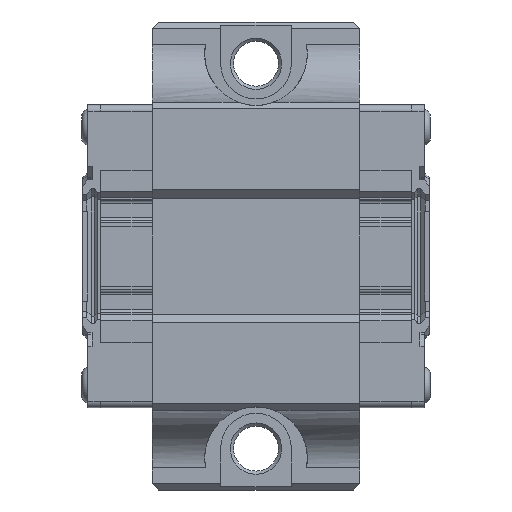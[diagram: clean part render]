
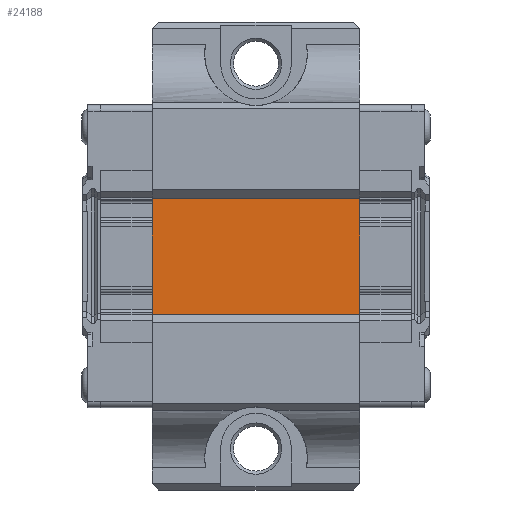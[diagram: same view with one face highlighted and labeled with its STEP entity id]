
A CAD part, front view. The second image highlights one B-rep face of the part: STEP entity #24188.
In plain terms, the highlighted planar face has unit normal (0, -1, 0).
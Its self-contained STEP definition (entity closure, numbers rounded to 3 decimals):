
#741=FACE_OUTER_BOUND('',#2095,.T.);
#2095=EDGE_LOOP('',(#15421,#15422,#15423,#15424));
#4278=LINE('',#34416,#6912);
#4378=LINE('',#34724,#7012);
#4393=LINE('',#34861,#7027);
#4394=LINE('',#34862,#7028);
#6912=VECTOR('',#27722,18.853);
#7012=VECTOR('',#27934,18.853);
#7027=VECTOR('',#28011,32.3);
#7028=VECTOR('',#28012,32.3);
#9594=VERTEX_POINT('',#34413);
#9595=VERTEX_POINT('',#34415);
#9746=VERTEX_POINT('',#34721);
#9747=VERTEX_POINT('',#34723);
#11824=EDGE_CURVE('',#9594,#9595,#4278,.T.);
#11976=EDGE_CURVE('',#9747,#9746,#4378,.T.);
#12013=EDGE_CURVE('',#9747,#9594,#4393,.T.);
#12014=EDGE_CURVE('',#9595,#9746,#4394,.T.);
#15421=ORIENTED_EDGE('',*,*,#11824,.F.);
#15422=ORIENTED_EDGE('',*,*,#12013,.F.);
#15423=ORIENTED_EDGE('',*,*,#11976,.T.);
#15424=ORIENTED_EDGE('',*,*,#12014,.F.);
#21877=PLANE('',#25675);
#24188=ADVANCED_FACE('',(#741),#21877,.F.);
#25675=AXIS2_PLACEMENT_3D('',#34860,#28009,#28010);
#27722=DIRECTION('',(0.,0.,-1.));
#27934=DIRECTION('',(0.,0.,-1.));
#28009=DIRECTION('center_axis',(0.,1.,0.));
#28010=DIRECTION('ref_axis',(0.,0.,-1.));
#28011=DIRECTION('',(1.,0.,0.));
#28012=DIRECTION('',(-1.,0.,0.));
#34413=CARTESIAN_POINT('',(16.15,19.45,9.427));
#34415=CARTESIAN_POINT('',(16.15,19.45,-9.427));
#34416=CARTESIAN_POINT('',(16.15,19.45,-9.427));
#34721=CARTESIAN_POINT('',(-16.15,19.45,-9.427));
#34723=CARTESIAN_POINT('',(-16.15,19.45,9.427));
#34724=CARTESIAN_POINT('',(-16.15,19.45,0.));
#34860=CARTESIAN_POINT('Origin',(16.15,19.45,-9.427));
#34861=CARTESIAN_POINT('',(16.15,19.45,9.427));
#34862=CARTESIAN_POINT('',(16.15,19.45,-9.427));
